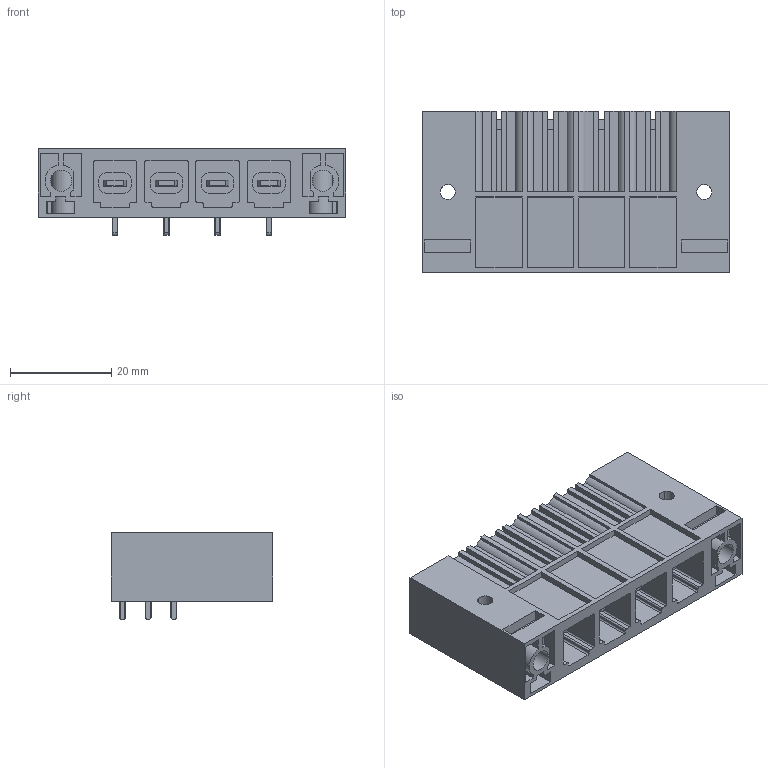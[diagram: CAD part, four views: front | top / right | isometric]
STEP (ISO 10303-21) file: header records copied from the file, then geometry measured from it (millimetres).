
FILE_DESCRIPTION(('CATIA V5 STEP Exchange','CAx-IF Rec.Pracs.--- Model Styling and Organization---1.2---2011-12-15'),'2;1');
FILE_NAME ('D1456694_0_1813750000_1813750000.stp','2018-11-28T09:38:08+00:00',('none'),('Weidmueller'),'CATIA Version 5-6 Release 2014','CATIA V5 STEP AP214','none');
FILE_SCHEMA(('AUTOMOTIVE_DESIGN { 1 0 10303 214 1 1 1 1 }'));
Length unit declared in the file: millimetre
Products named in the file (1): 1813750000
Bounding box: 60.96 x 32 x 17.2 mm (x, y, z)
Volume: 12311.1 mm3; surface area: 18854.3 mm2
Topology: 5 solids, 5 shells, 740 faces, 2106 edges, 1404 vertices
Faces by surface type: plane 618, cylinder 122
Entity records: 21865 total; most frequent: ORIENTED_EDGE 4212, CARTESIAN_POINT 4141, DIRECTION 2766, EDGE_CURVE 2106, VECTOR 1814, LINE 1814, VERTEX_POINT 1404, EDGE_LOOP 788
